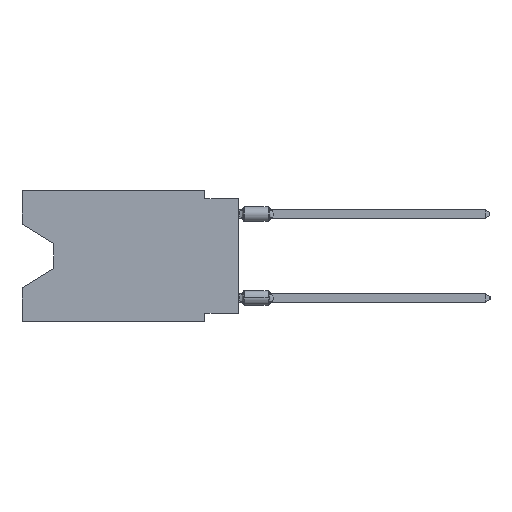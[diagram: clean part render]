
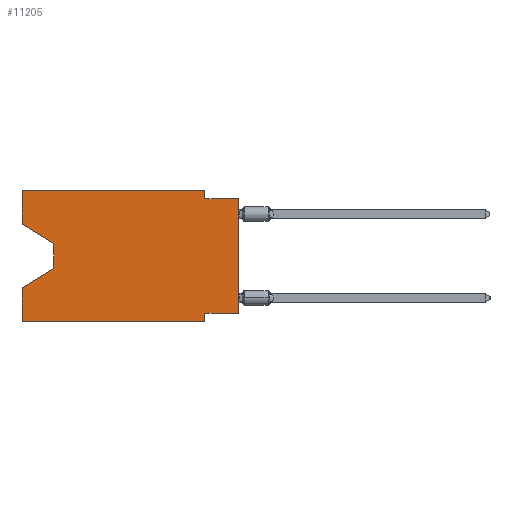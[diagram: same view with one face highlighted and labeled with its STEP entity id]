
A CAD part, left-side view. The second image highlights one B-rep face of the part: STEP entity #11205.
In plain terms, the highlighted planar face has unit normal (-1, 0, 0).
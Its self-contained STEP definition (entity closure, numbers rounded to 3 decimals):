
#468 = VERTEX_POINT ( 'NONE', #5451 ) ;
#2264 = DIRECTION ( 'NONE',  ( 0., 0., -1. ) ) ;
#2353 = ORIENTED_EDGE ( 'NONE', *, *, #23218, .T. ) ;
#2694 = VERTEX_POINT ( 'NONE', #10671 ) ;
#3137 = VECTOR ( 'NONE', #2264, 1000. ) ;
#3682 = VECTOR ( 'NONE', #36063, 1000. ) ;
#5252 = CARTESIAN_POINT ( 'NONE',  ( 0., 13.97, -4.013 ) ) ;
#5451 = CARTESIAN_POINT ( 'NONE',  ( 0., 0., -0.635 ) ) ;
#5759 = CARTESIAN_POINT ( 'NONE',  ( 0., 16.383, 0. ) ) ;
#6183 = CARTESIAN_POINT ( 'NONE',  ( 0., 2.54, -0.635 ) ) ;
#6348 = CARTESIAN_POINT ( 'NONE',  ( 0., 16.383, 0. ) ) ;
#6878 = LINE ( 'NONE', #7088, #15421 ) ;
#7088 = CARTESIAN_POINT ( 'NONE',  ( 0., 2.54, 0. ) ) ;
#7441 = CARTESIAN_POINT ( 'NONE',  ( 0., 13.97, -5.893 ) ) ;
#8678 = DIRECTION ( 'NONE',  ( 0., 1., 0. ) ) ;
#8942 = EDGE_CURVE ( 'NONE', #10705, #468, #40653, .T. ) ;
#9444 = CARTESIAN_POINT ( 'NONE',  ( 0., 13.97, -4.013 ) ) ;
#10400 = VECTOR ( 'NONE', #20675, 1000. ) ;
#10642 = ORIENTED_EDGE ( 'NONE', *, *, #10837, .T. ) ;
#10671 = CARTESIAN_POINT ( 'NONE',  ( 0., 13.97, -5.893 ) ) ;
#10705 = VERTEX_POINT ( 'NONE', #28545 ) ;
#10837 = EDGE_CURVE ( 'NONE', #29207, #2694, #18894, .T. ) ;
#11205 = ADVANCED_FACE ( 'NONE', ( #36184 ), #26497, .F. ) ;
#12059 = CARTESIAN_POINT ( 'NONE',  ( 0., 2.54, -9.906 ) ) ;
#13049 = VERTEX_POINT ( 'NONE', #12059 ) ;
#13449 = LINE ( 'NONE', #7441, #25859 ) ;
#14433 = CARTESIAN_POINT ( 'NONE',  ( 0., 0., 0. ) ) ;
#14987 = VERTEX_POINT ( 'NONE', #21732 ) ;
#15421 = VECTOR ( 'NONE', #20169, 1000. ) ;
#15846 = DIRECTION ( 'NONE',  ( 0., -0.855, -0.519 ) ) ;
#16358 = DIRECTION ( 'NONE',  ( 0., -1., 0. ) ) ;
#16978 = CARTESIAN_POINT ( 'NONE',  ( 0., 2.54, 0. ) ) ;
#18544 = LINE ( 'NONE', #25604, #3137 ) ;
#18856 = LINE ( 'NONE', #41849, #26346 ) ;
#18858 = VERTEX_POINT ( 'NONE', #22012 ) ;
#18894 = LINE ( 'NONE', #9444, #3682 ) ;
#19086 = VECTOR ( 'NONE', #35993, 1000. ) ;
#19247 = DIRECTION ( 'NONE',  ( 0., 0., 1. ) ) ;
#20169 = DIRECTION ( 'NONE',  ( 0., 0., -1. ) ) ;
#20675 = DIRECTION ( 'NONE',  ( 0., 0., 1. ) ) ;
#20815 = AXIS2_PLACEMENT_3D ( 'NONE', #6348, #35964, #39406 ) ;
#20854 = DIRECTION ( 'NONE',  ( 0., -1., 0. ) ) ;
#21005 = VECTOR ( 'NONE', #33879, 1000. ) ;
#21732 = CARTESIAN_POINT ( 'NONE',  ( 0., 16.383, -9.906 ) ) ;
#21771 = ORIENTED_EDGE ( 'NONE', *, *, #23078, .F. ) ;
#22012 = CARTESIAN_POINT ( 'NONE',  ( 0., 16.383, -2.546 ) ) ;
#22056 = LINE ( 'NONE', #5759, #40244 ) ;
#23078 = EDGE_CURVE ( 'NONE', #10705, #38338, #28389, .T. ) ;
#23218 = EDGE_CURVE ( 'NONE', #14987, #13049, #29649, .T. ) ;
#23469 = EDGE_LOOP ( 'NONE', ( #40666, #10642, #39784, #40306, #2353, #29810, #21771, #26368, #30042, #28304, #41973, #26761 ) ) ;
#23527 = LINE ( 'NONE', #36207, #19086 ) ;
#23961 = DIRECTION ( 'NONE',  ( 0., 0.855, -0.519 ) ) ;
#24369 = EDGE_CURVE ( 'NONE', #38338, #13049, #18544, .T. ) ;
#24821 = VERTEX_POINT ( 'NONE', #32425 ) ;
#25218 = EDGE_CURVE ( 'NONE', #18858, #29207, #18856, .T. ) ;
#25604 = CARTESIAN_POINT ( 'NONE',  ( 0., 2.54, -9.906 ) ) ;
#25859 = VECTOR ( 'NONE', #23961, 1000. ) ;
#25907 = CARTESIAN_POINT ( 'NONE',  ( 0., 16.383, 0. ) ) ;
#26111 = EDGE_CURVE ( 'NONE', #39686, #41811, #6878, .T. ) ;
#26346 = VECTOR ( 'NONE', #15846, 1000. ) ;
#26368 = ORIENTED_EDGE ( 'NONE', *, *, #8942, .T. ) ;
#26497 = PLANE ( 'NONE',  #20815 ) ;
#26761 = ORIENTED_EDGE ( 'NONE', *, *, #32870, .F. ) ;
#26909 = VECTOR ( 'NONE', #16358, 1000. ) ;
#28178 = VECTOR ( 'NONE', #20854, 1000. ) ;
#28304 = ORIENTED_EDGE ( 'NONE', *, *, #26111, .F. ) ;
#28389 = LINE ( 'NONE', #38721, #41349 ) ;
#28545 = CARTESIAN_POINT ( 'NONE',  ( 0., 0., -9.271 ) ) ;
#29207 = VERTEX_POINT ( 'NONE', #5252 ) ;
#29352 = CARTESIAN_POINT ( 'NONE',  ( 0., 2.54, -9.271 ) ) ;
#29649 = LINE ( 'NONE', #32678, #26909 ) ;
#29810 = ORIENTED_EDGE ( 'NONE', *, *, #24369, .F. ) ;
#30042 = ORIENTED_EDGE ( 'NONE', *, *, #38870, .F. ) ;
#30296 = VERTEX_POINT ( 'NONE', #25907 ) ;
#30429 = LINE ( 'NONE', #36900, #21005 ) ;
#32425 = CARTESIAN_POINT ( 'NONE',  ( 0., 16.383, -7.36 ) ) ;
#32678 = CARTESIAN_POINT ( 'NONE',  ( 0., 16.383, -9.906 ) ) ;
#32870 = EDGE_CURVE ( 'NONE', #18858, #30296, #30429, .T. ) ;
#33145 = EDGE_CURVE ( 'NONE', #14987, #24821, #22056, .T. ) ;
#33879 = DIRECTION ( 'NONE',  ( 0., 0., 1. ) ) ;
#34467 = EDGE_CURVE ( 'NONE', #2694, #24821, #13449, .T. ) ;
#34594 = LINE ( 'NONE', #41267, #28178 ) ;
#35964 = DIRECTION ( 'NONE',  ( 1., 0., 0. ) ) ;
#35993 = DIRECTION ( 'NONE',  ( 0., -1., 0. ) ) ;
#36063 = DIRECTION ( 'NONE',  ( 0., 0., -1. ) ) ;
#36184 = FACE_OUTER_BOUND ( 'NONE', #23469, .T. ) ;
#36207 = CARTESIAN_POINT ( 'NONE',  ( 0., 0., -0.635 ) ) ;
#36900 = CARTESIAN_POINT ( 'NONE',  ( 0., 16.383, 0. ) ) ;
#38338 = VERTEX_POINT ( 'NONE', #29352 ) ;
#38721 = CARTESIAN_POINT ( 'NONE',  ( 0., 0., -9.271 ) ) ;
#38870 = EDGE_CURVE ( 'NONE', #41811, #468, #23527, .T. ) ;
#39406 = DIRECTION ( 'NONE',  ( 0., 0., -1. ) ) ;
#39686 = VERTEX_POINT ( 'NONE', #16978 ) ;
#39784 = ORIENTED_EDGE ( 'NONE', *, *, #34467, .T. ) ;
#40244 = VECTOR ( 'NONE', #19247, 1000. ) ;
#40306 = ORIENTED_EDGE ( 'NONE', *, *, #33145, .F. ) ;
#40653 = LINE ( 'NONE', #14433, #10400 ) ;
#40666 = ORIENTED_EDGE ( 'NONE', *, *, #25218, .T. ) ;
#41267 = CARTESIAN_POINT ( 'NONE',  ( 0., 16.383, 0. ) ) ;
#41349 = VECTOR ( 'NONE', #8678, 1000. ) ;
#41811 = VERTEX_POINT ( 'NONE', #6183 ) ;
#41849 = CARTESIAN_POINT ( 'NONE',  ( 0., 16.383, -2.546 ) ) ;
#41973 = ORIENTED_EDGE ( 'NONE', *, *, #42237, .F. ) ;
#42237 = EDGE_CURVE ( 'NONE', #30296, #39686, #34594, .T. ) ;
